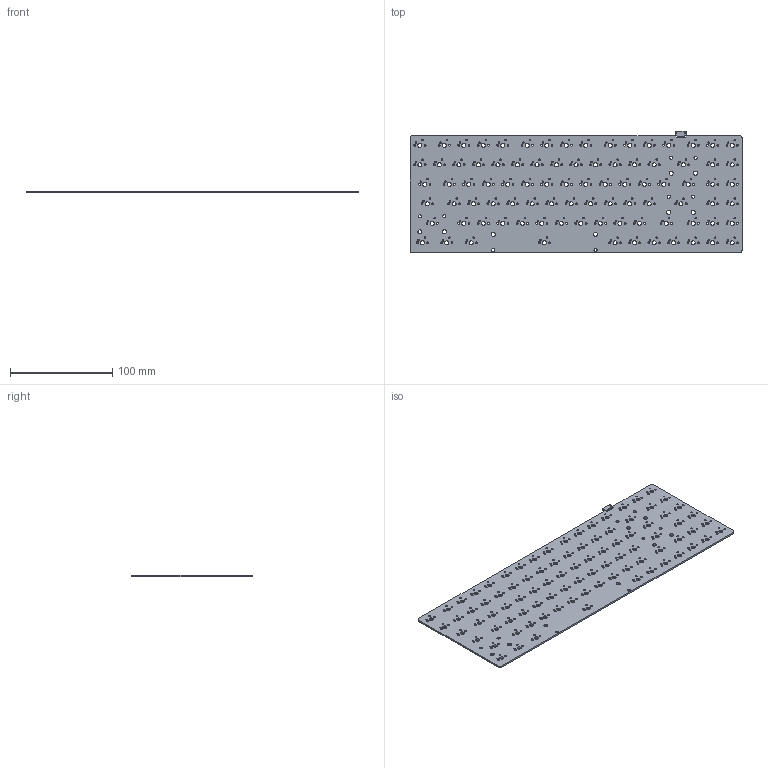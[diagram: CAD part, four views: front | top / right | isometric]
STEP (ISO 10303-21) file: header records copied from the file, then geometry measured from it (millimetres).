
FILE_DESCRIPTION(('KiCad electronic assembly'),'2;1');
FILE_NAME('zero-percent-keyboard.step','2020-12-12T18:46:40',( 'An Author'),('A Company'),'Open CASCADE STEP processor 6.9', 'KiCad to STEP converter','Unknown');
FILE_SCHEMA(('AUTOMOTIVE_DESIGN { 1 0 10303 214 1 1 1 1 }'));
Length unit declared in the file: millimetre
Products named in the file (2): Open CASCADE STEP translator 6.9 1; COMPOUND
Assembly tree (1 placements, depth 2):
  Open CASCADE STEP translator 6.9 1
    COMPOUND
Bounding box: 324.1 x 118.36 x 1.6 mm (x, y, z)
Volume: 56126.4 mm3; surface area: 76573.5 mm2
Topology: 1 solids, 1 shells, 513 faces, 1533 edges, 1022 vertices
Faces by surface type: cylinder 491, plane 22
Full cylindrical faces by diameter (mm): 0.4 x16, 1.47 x178, 1.75 x178, 3.048 x8, 3.988 x97
Entity records: 39769 total; most frequent: DIRECTION 6611, CARTESIAN_POINT 6136, ORIENTED_EDGE 3066, PCURVE 3066, DEFINITIONAL_REPRESENTATION 3066, LINE 2635, VECTOR 2635, CIRCLE 1964
